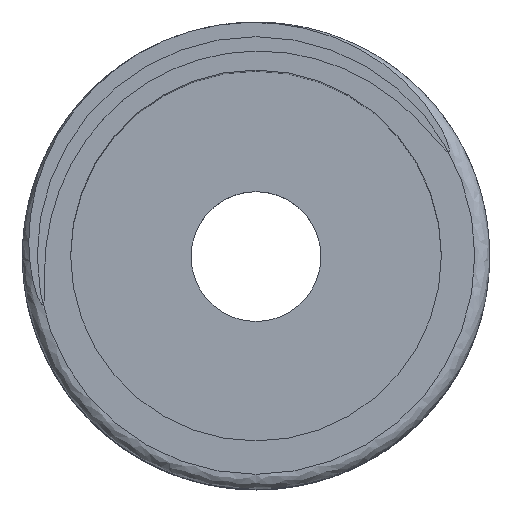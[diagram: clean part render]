
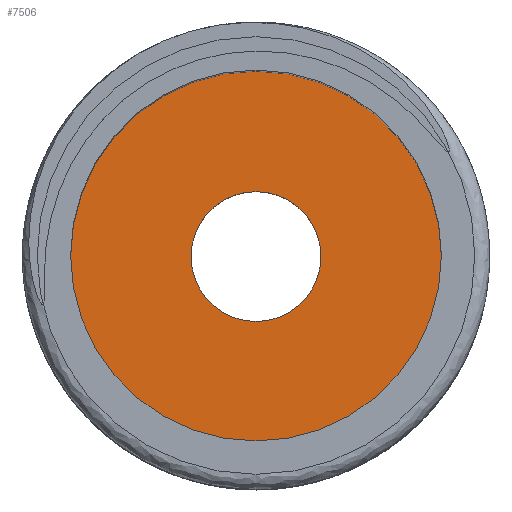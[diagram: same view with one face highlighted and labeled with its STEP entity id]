
A CAD part, top view. The second image highlights one B-rep face of the part: STEP entity #7506.
In plain terms, the highlighted planar face has unit normal (0, 0, 1).
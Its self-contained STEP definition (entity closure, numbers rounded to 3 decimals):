
#7467=CARTESIAN_POINT('',(5.,-0.,1.));
#7468=VERTEX_POINT('',#7467);
#7477=CARTESIAN_POINT('',(-0.,0.,1.));
#7478=DIRECTION('',(0.,0.,1.));
#7479=DIRECTION('',(1.,0.,-0.));
#7480=AXIS2_PLACEMENT_3D('',#7477,#7478,#7479);
#7481=CIRCLE('',#7480,5.);
#7482=EDGE_CURVE('',#7468,#7468,#7481,.T.);
#7487=CARTESIAN_POINT('',(0.,0.,1.));
#7488=DIRECTION('',(0.,0.,1.));
#7489=DIRECTION('',(0.,1.,0.));
#7490=AXIS2_PLACEMENT_3D('',#7487,#7488,#7489);
#7491=PLANE('',#7490);
#7492=CARTESIAN_POINT('',(1.75,-0.,1.));
#7493=VERTEX_POINT('',#7492);
#7494=CARTESIAN_POINT('',(-0.,0.,1.));
#7495=DIRECTION('',(0.,0.,1.));
#7496=DIRECTION('',(1.,0.,-0.));
#7497=AXIS2_PLACEMENT_3D('',#7494,#7495,#7496);
#7498=CIRCLE('',#7497,1.75);
#7499=EDGE_CURVE('',#7493,#7493,#7498,.T.);
#7500=ORIENTED_EDGE('',*,*,#7499,.F.);
#7501=EDGE_LOOP('',(#7500));
#7502=FACE_BOUND('',#7501,.T.);
#7503=ORIENTED_EDGE('',*,*,#7482,.T.);
#7504=EDGE_LOOP('',(#7503));
#7505=FACE_BOUND('',#7504,.T.);
#7506=ADVANCED_FACE('',(#7502,#7505),#7491,.T.);
